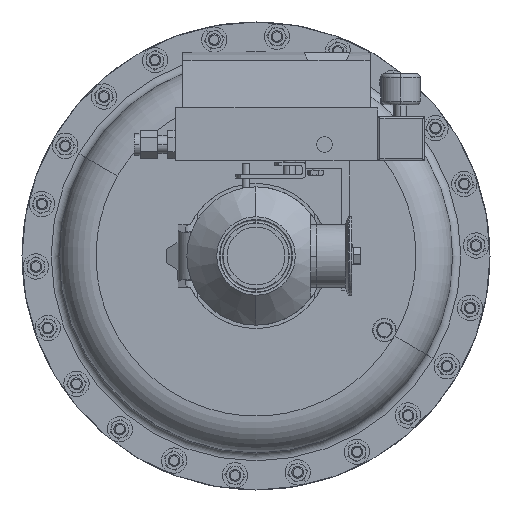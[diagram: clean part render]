
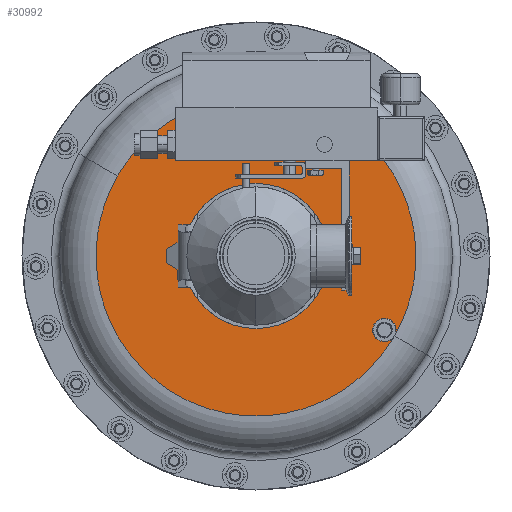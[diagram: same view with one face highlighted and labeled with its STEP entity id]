
A CAD part, front view. The second image highlights one B-rep face of the part: STEP entity #30992.
In plain terms, the highlighted planar face has unit normal (0, -1, 0).
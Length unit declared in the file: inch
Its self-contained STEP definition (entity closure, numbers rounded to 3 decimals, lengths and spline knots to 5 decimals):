
#1048 = EDGE_CURVE ( 'NONE', #10243, #15442, #16701, .T. ) ;
#2271 = AXIS2_PLACEMENT_3D ( 'NONE', #2529, #16293, #19461 ) ;
#2368 = DIRECTION ( 'NONE',  ( 0., 0., -1. ) ) ;
#2529 = CARTESIAN_POINT ( 'NONE',  ( 0., 9.66, 0. ) ) ;
#2673 = AXIS2_PLACEMENT_3D ( 'NONE', #20291, #29934, #36795 ) ;
#3873 = DIRECTION ( 'NONE',  ( 0.055, 0., -0.998 ) ) ;
#5047 = CARTESIAN_POINT ( 'NONE',  ( 0., 9.66, 0. ) ) ;
#6644 = EDGE_CURVE ( 'NONE', #15442, #37827, #9454, .T. ) ;
#7157 = CIRCLE ( 'NONE', #2673, 2.325 ) ;
#7411 = CARTESIAN_POINT ( 'NONE',  ( -2.5625, 9.66, -4.43838 ) ) ;
#8138 = DIRECTION ( 'NONE',  ( 0.055, 0., -0.998 ) ) ;
#8417 = DIRECTION ( 'NONE',  ( -0.866, 0., 0.5 ) ) ;
#9001 = AXIS2_PLACEMENT_3D ( 'NONE', #9032, #29813, #8138 ) ;
#9032 = CARTESIAN_POINT ( 'NONE',  ( 4.11362, 9.66, -2.375 ) ) ;
#9356 = CARTESIAN_POINT ( 'NONE',  ( 0., 9.66, 0. ) ) ;
#9454 = CIRCLE ( 'NONE', #22455, 0.375 ) ;
#9511 = AXIS2_PLACEMENT_3D ( 'NONE', #9356, #39878, #2368 ) ;
#10243 = VERTEX_POINT ( 'NONE', #15980 ) ;
#10582 = CARTESIAN_POINT ( 'NONE',  ( 4.09296, 9.66, -2.00057 ) ) ;
#10690 = VERTEX_POINT ( 'NONE', #44095 ) ;
#10943 = CIRCLE ( 'NONE', #11469, 5.125 ) ;
#11469 = AXIS2_PLACEMENT_3D ( 'NONE', #5047, #11919, #18255 ) ;
#11866 = DIRECTION ( 'NONE',  ( 0., -1., 0. ) ) ;
#11919 = DIRECTION ( 'NONE',  ( 0., 1., 0. ) ) ;
#11990 = ORIENTED_EDGE ( 'NONE', *, *, #37415, .F. ) ;
#12792 = EDGE_LOOP ( 'NONE', ( #11990, #43085, #33440, #34827, #18446 ) ) ;
#14157 = ORIENTED_EDGE ( 'NONE', *, *, #29037, .F. ) ;
#15442 = VERTEX_POINT ( 'NONE', #10582 ) ;
#15980 = CARTESIAN_POINT ( 'NONE',  ( 4.13428, 9.66, -2.74943 ) ) ;
#16293 = DIRECTION ( 'NONE',  ( 0., 1., 0. ) ) ;
#16467 = CIRCLE ( 'NONE', #9001, 0.375 ) ;
#16701 = CIRCLE ( 'NONE', #44414, 0.375 ) ;
#17630 = DIRECTION ( 'NONE',  ( 0., 1., 0. ) ) ;
#18255 = DIRECTION ( 'NONE',  ( 0.866, 0., -0.5 ) ) ;
#18446 = ORIENTED_EDGE ( 'NONE', *, *, #34421, .F. ) ;
#19461 = DIRECTION ( 'NONE',  ( 0.866, 0., -0.5 ) ) ;
#19790 = EDGE_CURVE ( 'NONE', #37827, #10243, #16467, .T. ) ;
#20053 = DIRECTION ( 'NONE',  ( 0.055, 0., -0.998 ) ) ;
#20291 = CARTESIAN_POINT ( 'NONE',  ( 0., 9.66, 0. ) ) ;
#21496 = FACE_OUTER_BOUND ( 'NONE', #12792, .T. ) ;
#22455 = AXIS2_PLACEMENT_3D ( 'NONE', #30445, #40487, #20053 ) ;
#23678 = FACE_BOUND ( 'NONE', #44260, .T. ) ;
#23888 = CARTESIAN_POINT ( 'NONE',  ( 0., 9.66, 2.325 ) ) ;
#27218 = AXIS2_PLACEMENT_3D ( 'NONE', #7411, #11866, #8417 ) ;
#27896 = PLANE ( 'NONE',  #27218 ) ;
#29037 = EDGE_CURVE ( 'NONE', #33463, #31909, #7157, .T. ) ;
#29813 = DIRECTION ( 'NONE',  ( 0., 1., 0. ) ) ;
#29816 = EDGE_CURVE ( 'NONE', #31909, #33463, #44143, .T. ) ;
#29934 = DIRECTION ( 'NONE',  ( 0., -1., 0. ) ) ;
#30445 = CARTESIAN_POINT ( 'NONE',  ( 4.11362, 9.66, -2.375 ) ) ;
#30992 = ADVANCED_FACE ( 'NONE', ( #23678, #21496 ), #27896, .T. ) ;
#31909 = VERTEX_POINT ( 'NONE', #23888 ) ;
#33440 = ORIENTED_EDGE ( 'NONE', *, *, #1048, .T. ) ;
#33463 = VERTEX_POINT ( 'NONE', #38809 ) ;
#34421 = EDGE_CURVE ( 'NONE', #10690, #37827, #40108, .T. ) ;
#34827 = ORIENTED_EDGE ( 'NONE', *, *, #6644, .T. ) ;
#36795 = DIRECTION ( 'NONE',  ( 0., 0., -1. ) ) ;
#37415 = EDGE_CURVE ( 'NONE', #37827, #10690, #10943, .T. ) ;
#37450 = CARTESIAN_POINT ( 'NONE',  ( 4.11362, 9.66, -2.375 ) ) ;
#37827 = VERTEX_POINT ( 'NONE', #39004 ) ;
#38809 = CARTESIAN_POINT ( 'NONE',  ( 0., 9.66, -2.325 ) ) ;
#39004 = CARTESIAN_POINT ( 'NONE',  ( 4.43838, 9.66, -2.5625 ) ) ;
#39878 = DIRECTION ( 'NONE',  ( 0., -1., 0. ) ) ;
#40108 = CIRCLE ( 'NONE', #2271, 5.125 ) ;
#40113 = ORIENTED_EDGE ( 'NONE', *, *, #29816, .F. ) ;
#40487 = DIRECTION ( 'NONE',  ( 0., 1., 0. ) ) ;
#43085 = ORIENTED_EDGE ( 'NONE', *, *, #19790, .T. ) ;
#44095 = CARTESIAN_POINT ( 'NONE',  ( -4.43838, 9.66, 2.5625 ) ) ;
#44143 = CIRCLE ( 'NONE', #9511, 2.325 ) ;
#44260 = EDGE_LOOP ( 'NONE', ( #14157, #40113 ) ) ;
#44414 = AXIS2_PLACEMENT_3D ( 'NONE', #37450, #17630, #3873 ) ;
